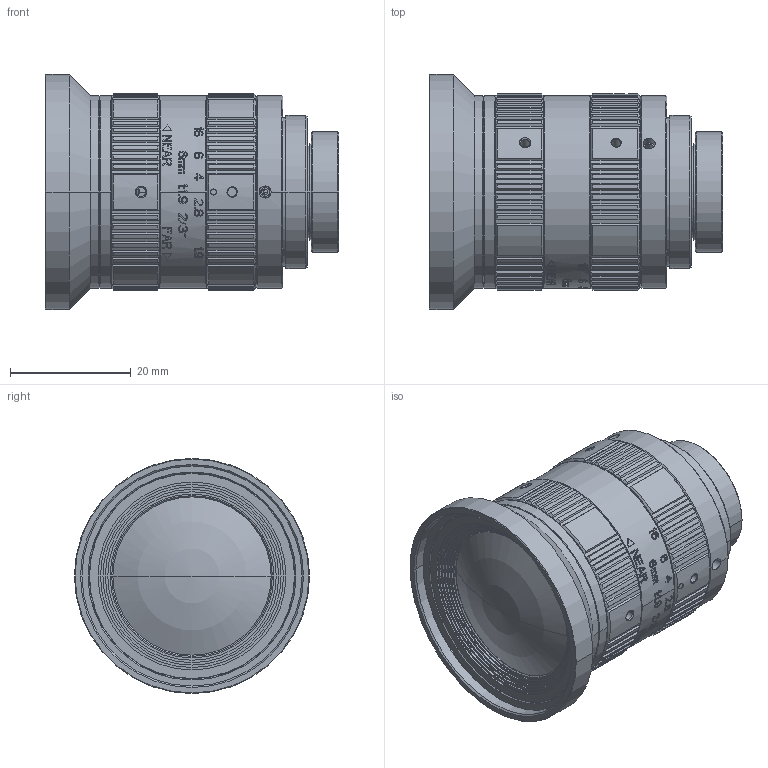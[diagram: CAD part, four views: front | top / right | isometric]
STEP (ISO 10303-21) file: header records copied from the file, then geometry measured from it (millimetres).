
FILE_DESCRIPTION((''),'2;1');
FILE_NAME('FM3007-3D','2022-07-14T16:55:12',('DELL'),(''),'CREO PARAMETRIC BY PTC INC, 2018100','CREO PARAMETRIC BY PTC INC, 2018100','');
FILE_SCHEMA(('CONFIG_CONTROL_DESIGN'));
Length unit declared in the file: millimetre
Products named in the file (1): FM3007-3D
Bounding box: 48.69 x 39 x 39 mm (x, y, z)
Volume: 25326.3 mm3; surface area: 20154.7 mm2
Topology: 1 solids, 11 shells, 1861 faces, 4635 edges, 2898 vertices
Faces by surface type: plane 602, cylinder 416, cone 323, extrusion 259, bspline 251, sphere 8, torus 2
Entity records: 67317 total; most frequent: CARTESIAN_POINT 26117, ORIENTED_EDGE 9250, DIRECTION 7106, EDGE_CURVE 4625, VERTEX_POINT 2898, AXIS2_PLACEMENT_3D 2483, VECTOR 2140, EDGE_LOOP 2013
